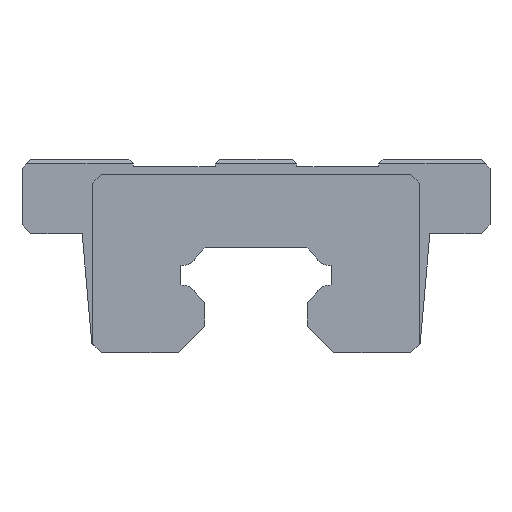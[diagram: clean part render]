
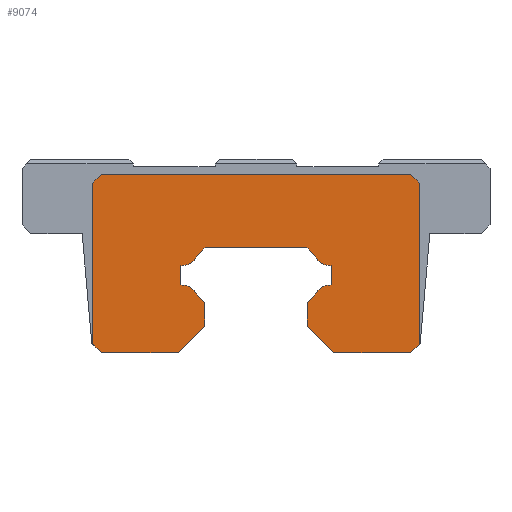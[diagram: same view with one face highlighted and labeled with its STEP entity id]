
A CAD part, front view. The second image highlights one B-rep face of the part: STEP entity #9074.
In plain terms, the highlighted planar face has unit normal (0, -1, 0).
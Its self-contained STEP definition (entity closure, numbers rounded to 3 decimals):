
#31=CIRCLE('',#9380,2.3);
#32=CIRCLE('',#9381,2.3);
#33=CIRCLE('',#9382,2.3);
#34=CIRCLE('',#9383,2.3);
#1106=FACE_OUTER_BOUND('',#1631,.T.);
#1631=EDGE_LOOP('',(#8067,#8068,#8069,#8070,#8071,#8072,#8073,#8074,#8075,
#8076,#8077,#8078,#8079,#8080,#8081,#8082,#8083,#8084,#8085,#8086,#8087,
#8088,#8089,#8090));
#2461=LINE('',#15831,#3372);
#2469=LINE('',#15854,#3380);
#2517=LINE('',#15956,#3428);
#2519=LINE('',#15960,#3430);
#2522=LINE('',#15966,#3433);
#2523=LINE('',#15968,#3434);
#2524=LINE('',#15970,#3435);
#2525=LINE('',#15974,#3436);
#2526=LINE('',#15978,#3437);
#2527=LINE('',#15980,#3438);
#2528=LINE('',#15982,#3439);
#2529=LINE('',#15986,#3440);
#2530=LINE('',#15990,#3441);
#2531=LINE('',#15992,#3442);
#2532=LINE('',#15994,#3443);
#2533=LINE('',#15996,#3444);
#2534=LINE('',#15998,#3445);
#2535=LINE('',#16000,#3446);
#2536=LINE('',#16001,#3447);
#2537=LINE('',#16002,#3448);
#3372=VECTOR('',#10643,10.);
#3380=VECTOR('',#10665,10.);
#3428=VECTOR('',#10731,10.);
#3430=VECTOR('',#10735,10.);
#3433=VECTOR('',#10740,10.);
#3434=VECTOR('',#10741,10.);
#3435=VECTOR('',#10742,10.);
#3436=VECTOR('',#10745,10.);
#3437=VECTOR('',#10748,10.);
#3438=VECTOR('',#10749,10.);
#3439=VECTOR('',#10750,10.);
#3440=VECTOR('',#10753,10.);
#3441=VECTOR('',#10756,10.);
#3442=VECTOR('',#10757,10.);
#3443=VECTOR('',#10758,10.);
#3444=VECTOR('',#10759,10.);
#3445=VECTOR('',#10760,10.);
#3446=VECTOR('',#10761,10.);
#3447=VECTOR('',#10762,10.);
#3448=VECTOR('',#10763,10.);
#4292=VERTEX_POINT('',#15825);
#4294=VERTEX_POINT('',#15829);
#4301=VERTEX_POINT('',#15851);
#4302=VERTEX_POINT('',#15853);
#4347=VERTEX_POINT('',#15955);
#4348=VERTEX_POINT('',#15959);
#4350=VERTEX_POINT('',#15965);
#4351=VERTEX_POINT('',#15967);
#4352=VERTEX_POINT('',#15969);
#4353=VERTEX_POINT('',#15971);
#4354=VERTEX_POINT('',#15973);
#4355=VERTEX_POINT('',#15975);
#4356=VERTEX_POINT('',#15977);
#4357=VERTEX_POINT('',#15979);
#4358=VERTEX_POINT('',#15981);
#4359=VERTEX_POINT('',#15983);
#4360=VERTEX_POINT('',#15985);
#4361=VERTEX_POINT('',#15987);
#4362=VERTEX_POINT('',#15989);
#4363=VERTEX_POINT('',#15991);
#4364=VERTEX_POINT('',#15993);
#4365=VERTEX_POINT('',#15995);
#4366=VERTEX_POINT('',#15997);
#4367=VERTEX_POINT('',#15999);
#5551=EDGE_CURVE('',#4292,#4294,#2461,.T.);
#5559=EDGE_CURVE('',#4302,#4301,#2469,.T.);
#5611=EDGE_CURVE('',#4302,#4347,#2517,.T.);
#5613=EDGE_CURVE('',#4348,#4347,#2519,.T.);
#5616=EDGE_CURVE('',#4301,#4350,#2522,.T.);
#5617=EDGE_CURVE('',#4350,#4351,#2523,.T.);
#5618=EDGE_CURVE('',#4351,#4352,#2524,.T.);
#5619=EDGE_CURVE('',#4352,#4353,#31,.T.);
#5620=EDGE_CURVE('',#4353,#4354,#2525,.T.);
#5621=EDGE_CURVE('',#4354,#4355,#32,.T.);
#5622=EDGE_CURVE('',#4355,#4356,#2526,.T.);
#5623=EDGE_CURVE('',#4356,#4357,#2527,.T.);
#5624=EDGE_CURVE('',#4357,#4358,#2528,.T.);
#5625=EDGE_CURVE('',#4358,#4359,#33,.T.);
#5626=EDGE_CURVE('',#4359,#4360,#2529,.T.);
#5627=EDGE_CURVE('',#4360,#4361,#34,.T.);
#5628=EDGE_CURVE('',#4361,#4362,#2530,.T.);
#5629=EDGE_CURVE('',#4362,#4363,#2531,.T.);
#5630=EDGE_CURVE('',#4363,#4364,#2532,.T.);
#5631=EDGE_CURVE('',#4364,#4365,#2533,.T.);
#5632=EDGE_CURVE('',#4366,#4365,#2534,.T.);
#5633=EDGE_CURVE('',#4366,#4367,#2535,.T.);
#5634=EDGE_CURVE('',#4292,#4367,#2536,.T.);
#5635=EDGE_CURVE('',#4348,#4294,#2537,.T.);
#8067=ORIENTED_EDGE('',*,*,#5611,.F.);
#8068=ORIENTED_EDGE('',*,*,#5559,.T.);
#8069=ORIENTED_EDGE('',*,*,#5616,.T.);
#8070=ORIENTED_EDGE('',*,*,#5617,.T.);
#8071=ORIENTED_EDGE('',*,*,#5618,.T.);
#8072=ORIENTED_EDGE('',*,*,#5619,.T.);
#8073=ORIENTED_EDGE('',*,*,#5620,.T.);
#8074=ORIENTED_EDGE('',*,*,#5621,.T.);
#8075=ORIENTED_EDGE('',*,*,#5622,.T.);
#8076=ORIENTED_EDGE('',*,*,#5623,.T.);
#8077=ORIENTED_EDGE('',*,*,#5624,.T.);
#8078=ORIENTED_EDGE('',*,*,#5625,.T.);
#8079=ORIENTED_EDGE('',*,*,#5626,.T.);
#8080=ORIENTED_EDGE('',*,*,#5627,.T.);
#8081=ORIENTED_EDGE('',*,*,#5628,.T.);
#8082=ORIENTED_EDGE('',*,*,#5629,.T.);
#8083=ORIENTED_EDGE('',*,*,#5630,.T.);
#8084=ORIENTED_EDGE('',*,*,#5631,.T.);
#8085=ORIENTED_EDGE('',*,*,#5632,.F.);
#8086=ORIENTED_EDGE('',*,*,#5633,.T.);
#8087=ORIENTED_EDGE('',*,*,#5634,.F.);
#8088=ORIENTED_EDGE('',*,*,#5551,.T.);
#8089=ORIENTED_EDGE('',*,*,#5635,.F.);
#8090=ORIENTED_EDGE('',*,*,#5613,.T.);
#8599=PLANE('',#9379);
#9074=ADVANCED_FACE('',(#1106),#8599,.T.);
#9379=AXIS2_PLACEMENT_3D('',#15964,#10738,#10739);
#9380=AXIS2_PLACEMENT_3D('',#15972,#10743,#10744);
#9381=AXIS2_PLACEMENT_3D('',#15976,#10746,#10747);
#9382=AXIS2_PLACEMENT_3D('',#15984,#10751,#10752);
#9383=AXIS2_PLACEMENT_3D('',#15988,#10754,#10755);
#10643=DIRECTION('',(-1.,0.,0.));
#10665=DIRECTION('',(1.,0.,0.));
#10731=DIRECTION('',(-0.707,0.,0.707));
#10735=DIRECTION('',(0.,0.,-1.));
#10738=DIRECTION('center_axis',(0.,-1.,0.));
#10739=DIRECTION('ref_axis',(0.,0.,-1.));
#10740=DIRECTION('',(0.707,0.,0.707));
#10741=DIRECTION('',(0.,0.,1.));
#10742=DIRECTION('',(-0.707,0.,0.707));
#10743=DIRECTION('center_axis',(0.,-1.,0.));
#10744=DIRECTION('ref_axis',(0.912,0.,0.41));
#10745=DIRECTION('',(0.,0.,1.));
#10746=DIRECTION('center_axis',(0.,-1.,0.));
#10747=DIRECTION('ref_axis',(-0.043,0.,-0.999));
#10748=DIRECTION('',(0.707,0.,0.707));
#10749=DIRECTION('',(1.,0.,0.));
#10750=DIRECTION('',(0.707,0.,-0.707));
#10751=DIRECTION('center_axis',(0.,-1.,0.));
#10752=DIRECTION('ref_axis',(-0.912,0.,-0.41));
#10753=DIRECTION('',(0.,0.,-1.));
#10754=DIRECTION('center_axis',(0.,-1.,0.));
#10755=DIRECTION('ref_axis',(0.043,0.,0.999));
#10756=DIRECTION('',(-0.707,0.,-0.707));
#10757=DIRECTION('',(0.,0.,-1.));
#10758=DIRECTION('',(0.707,0.,-0.707));
#10759=DIRECTION('',(1.,0.,0.));
#10760=DIRECTION('',(-0.737,0.,-0.676));
#10761=DIRECTION('',(0.,0.,1.));
#10762=DIRECTION('',(0.707,0.,-0.707));
#10763=DIRECTION('',(0.707,0.,0.707));
#15825=CARTESIAN_POINT('',(20.8,-37.,28.));
#15829=CARTESIAN_POINT('',(-20.8,-37.,28.));
#15831=CARTESIAN_POINT('',(22.,-37.,28.));
#15851=CARTESIAN_POINT('',(-10.46,-37.,4.));
#15853=CARTESIAN_POINT('',(-20.8,-37.,4.));
#15854=CARTESIAN_POINT('',(-22.,-37.,4.));
#15955=CARTESIAN_POINT('',(-22.,-37.,5.2));
#15956=CARTESIAN_POINT('',(-19.057,-37.,2.257));
#15959=CARTESIAN_POINT('',(-22.,-37.,26.8));
#15960=CARTESIAN_POINT('',(-22.,-37.,30.));
#15964=CARTESIAN_POINT('Origin',(0.,-37.,16.628));
#15965=CARTESIAN_POINT('',(-6.918,-37.,7.541));
#15966=CARTESIAN_POINT('',(-10.46,-37.,4.));
#15967=CARTESIAN_POINT('',(-6.918,-37.,10.759));
#15968=CARTESIAN_POINT('',(-6.918,-37.,7.541));
#15969=CARTESIAN_POINT('',(-7.902,-37.,11.742));
#15970=CARTESIAN_POINT('',(-6.918,-37.,10.759));
#15971=CARTESIAN_POINT('',(-10.1,-37.,13.098));
#15972=CARTESIAN_POINT('Origin',(-10.,-37.,10.8));
#15973=CARTESIAN_POINT('',(-10.1,-37.,15.702));
#15974=CARTESIAN_POINT('',(-10.1,-37.,13.098));
#15975=CARTESIAN_POINT('',(-7.902,-37.,17.058));
#15976=CARTESIAN_POINT('Origin',(-10.,-37.,18.));
#15977=CARTESIAN_POINT('',(-6.86,-37.,18.1));
#15978=CARTESIAN_POINT('',(-7.902,-37.,17.058));
#15979=CARTESIAN_POINT('',(6.86,-37.,18.1));
#15980=CARTESIAN_POINT('',(-6.86,-37.,18.1));
#15981=CARTESIAN_POINT('',(7.902,-37.,17.058));
#15982=CARTESIAN_POINT('',(6.86,-37.,18.1));
#15983=CARTESIAN_POINT('',(10.1,-37.,15.702));
#15984=CARTESIAN_POINT('Origin',(10.,-37.,18.));
#15985=CARTESIAN_POINT('',(10.1,-37.,13.098));
#15986=CARTESIAN_POINT('',(10.1,-37.,15.702));
#15987=CARTESIAN_POINT('',(7.902,-37.,11.742));
#15988=CARTESIAN_POINT('Origin',(10.,-37.,10.8));
#15989=CARTESIAN_POINT('',(6.918,-37.,10.759));
#15990=CARTESIAN_POINT('',(7.902,-37.,11.742));
#15991=CARTESIAN_POINT('',(6.918,-37.,7.541));
#15992=CARTESIAN_POINT('',(6.918,-37.,10.759));
#15993=CARTESIAN_POINT('',(10.46,-37.,4.));
#15994=CARTESIAN_POINT('',(6.918,-37.,7.541));
#15995=CARTESIAN_POINT('',(20.8,-37.,4.));
#15996=CARTESIAN_POINT('',(10.46,-37.,4.));
#15997=CARTESIAN_POINT('',(22.,-37.,5.1));
#15998=CARTESIAN_POINT('',(18.618,-37.,2.));
#15999=CARTESIAN_POINT('',(22.,-37.,26.8));
#16000=CARTESIAN_POINT('',(22.,-37.,4.));
#16001=CARTESIAN_POINT('',(18.743,-37.,30.057));
#16002=CARTESIAN_POINT('',(-18.743,-37.,30.057));
